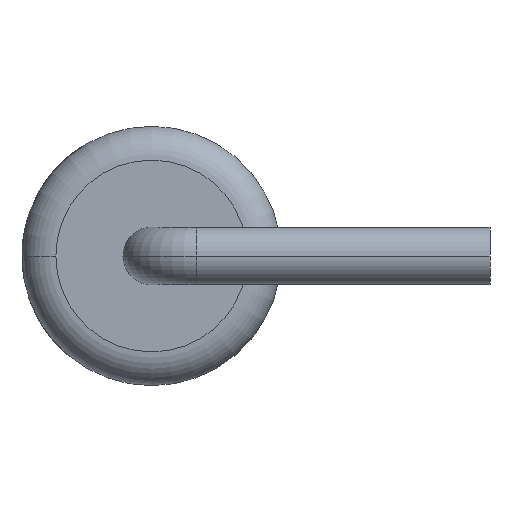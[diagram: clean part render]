
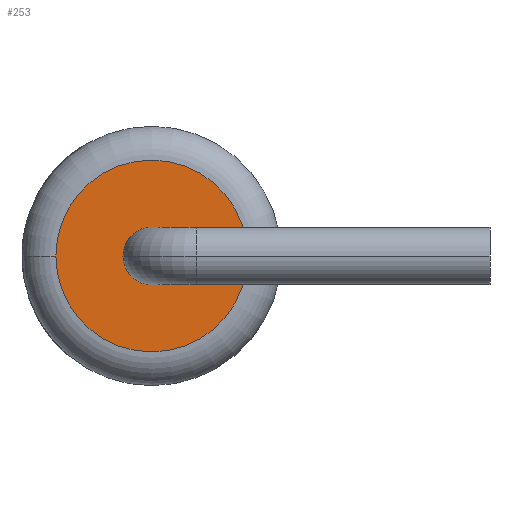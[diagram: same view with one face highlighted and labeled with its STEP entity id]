
A CAD part, left-side view. The second image highlights one B-rep face of the part: STEP entity #253.
In plain terms, the highlighted planar face has unit normal (-1, 0, 0).
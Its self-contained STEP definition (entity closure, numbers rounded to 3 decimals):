
#27 = EDGE_LOOP ( 'NONE', ( #968, #969 ) ) ;
#29 = EDGE_LOOP ( 'NONE', ( #966, #967 ) ) ;
#253 = ADVANCED_FACE ( 'NONE', ( #1056, #1066 ), #1284, .F. ) ;
#327 = VERTEX_POINT ( 'NONE', #1766 ) ;
#328 = VERTEX_POINT ( 'NONE', #1767 ) ;
#336 = VERTEX_POINT ( 'NONE', #1775 ) ;
#729 = EDGE_CURVE ( 'NONE', #336, #328, #2307, .T. ) ;
#731 = EDGE_CURVE ( 'NONE', #327, #1413, #2309, .T. ) ;
#839 = AXIS2_PLACEMENT_3D ( 'NONE', #1291, #1292, #1293 ) ;
#966 = ORIENTED_EDGE ( 'NONE', *, *, #729, .T. ) ;
#967 = ORIENTED_EDGE ( 'NONE', *, *, #3127, .T. ) ;
#968 = ORIENTED_EDGE ( 'NONE', *, *, #2283, .T. ) ;
#969 = ORIENTED_EDGE ( 'NONE', *, *, #731, .T. ) ;
#1056 = FACE_OUTER_BOUND ( 'NONE', #29, .T. ) ;
#1066 = FACE_BOUND ( 'NONE', #27, .T. ) ;
#1284 = PLANE ( 'NONE',  #839 ) ;
#1291 = CARTESIAN_POINT ( 'NONE',  ( 1.956, 5., 0. ) ) ;
#1292 = DIRECTION ( 'NONE',  ( 1., 0., 0. ) ) ;
#1293 = DIRECTION ( 'NONE',  ( 0., 1., 0. ) ) ;
#1413 = VERTEX_POINT ( 'NONE', #2875 ) ;
#1766 = CARTESIAN_POINT ( 'NONE',  ( 1.956, 5., 0.51 ) ) ;
#1767 = CARTESIAN_POINT ( 'NONE',  ( 1.956, 3.3, 0. ) ) ;
#1775 = CARTESIAN_POINT ( 'NONE',  ( 1.956, 6.7, 0. ) ) ;
#1934 = AXIS2_PLACEMENT_3D ( 'NONE', #2477, #2478, #2479 ) ;
#1936 = AXIS2_PLACEMENT_3D ( 'NONE', #2483, #2484, #2485 ) ;
#1955 = AXIS2_PLACEMENT_3D ( 'NONE', #2916, #2917, #2918 ) ;
#1970 = AXIS2_PLACEMENT_3D ( 'NONE', #3027, #3028, #3029 ) ;
#2283 = EDGE_CURVE ( 'NONE', #1413, #327, #2398, .T. ) ;
#2307 = CIRCLE ( 'NONE', #1934, 1.7 ) ;
#2309 = CIRCLE ( 'NONE', #1936, 0.51 ) ;
#2398 = CIRCLE ( 'NONE', #1955, 0.51 ) ;
#2428 = CIRCLE ( 'NONE', #1970, 1.7 ) ;
#2477 = CARTESIAN_POINT ( 'NONE',  ( 1.956, 5., 0. ) ) ;
#2478 = DIRECTION ( 'NONE',  ( -1., 0., 0. ) ) ;
#2479 = DIRECTION ( 'NONE',  ( 0., 1., 0. ) ) ;
#2483 = CARTESIAN_POINT ( 'NONE',  ( 1.956, 5., 0. ) ) ;
#2484 = DIRECTION ( 'NONE',  ( 1., 0., 0. ) ) ;
#2485 = DIRECTION ( 'NONE',  ( 0., 0., 1. ) ) ;
#2875 = CARTESIAN_POINT ( 'NONE',  ( 1.956, 5., -0.51 ) ) ;
#2916 = CARTESIAN_POINT ( 'NONE',  ( 1.956, 5., 0. ) ) ;
#2917 = DIRECTION ( 'NONE',  ( 1., 0., 0. ) ) ;
#2918 = DIRECTION ( 'NONE',  ( 0., 0., 1. ) ) ;
#3027 = CARTESIAN_POINT ( 'NONE',  ( 1.956, 5., 0. ) ) ;
#3028 = DIRECTION ( 'NONE',  ( -1., 0., 0. ) ) ;
#3029 = DIRECTION ( 'NONE',  ( 0., 1., 0. ) ) ;
#3127 = EDGE_CURVE ( 'NONE', #328, #336, #2428, .T. ) ;
